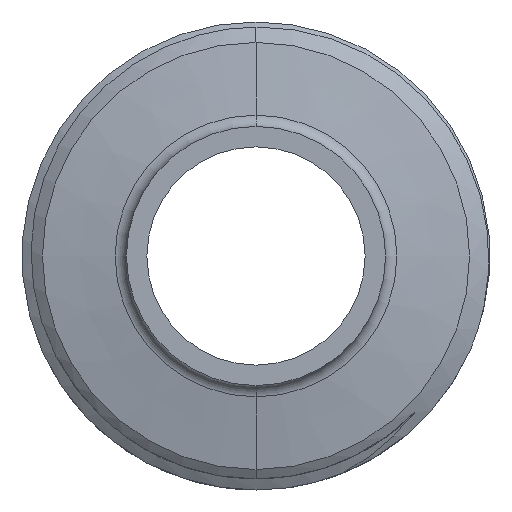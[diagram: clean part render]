
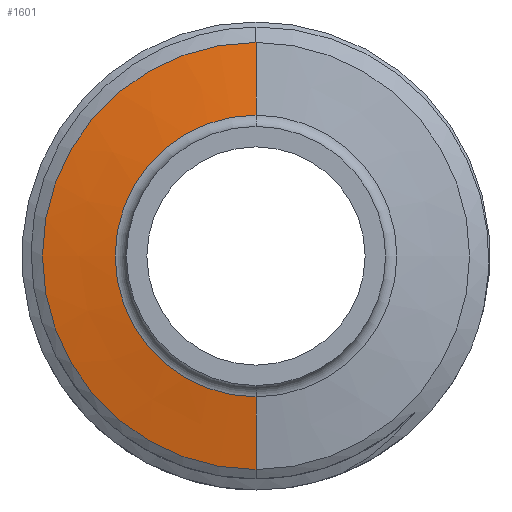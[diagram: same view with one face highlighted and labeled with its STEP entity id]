
A CAD part, left-side view. The second image highlights one B-rep face of the part: STEP entity #1601.
In plain terms, the highlighted conical face has half-angle 80 degrees and reference radius 15.659 mm.
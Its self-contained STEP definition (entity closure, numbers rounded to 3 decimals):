
#12 = VERTEX_POINT ( 'NONE', #1049 ) ;
#24 = CARTESIAN_POINT ( 'NONE',  ( 3.119, -3.406, -10.326 ) ) ;
#328 = VECTOR ( 'NONE', #1138, 1000. ) ;
#486 = EDGE_CURVE ( 'NONE', #1335, #929, #503, .T. ) ;
#488 = CIRCLE ( 'NONE', #2304, 10.326 ) ;
#503 = LINE ( 'NONE', #1289, #1058 ) ;
#563 = EDGE_LOOP ( 'NONE', ( #1330, #1082, #732, #2102 ) ) ;
#589 = LINE ( 'NONE', #2096, #328 ) ;
#732 = ORIENTED_EDGE ( 'NONE', *, *, #1638, .T. ) ;
#766 = CARTESIAN_POINT ( 'NONE',  ( 4.06, -3.406, 0. ) ) ;
#811 = CARTESIAN_POINT ( 'NONE',  ( 4.06, -3.406, -15.659 ) ) ;
#929 = VERTEX_POINT ( 'NONE', #811 ) ;
#932 = DIRECTION ( 'NONE',  ( -1., 0., 0. ) ) ;
#950 = EDGE_CURVE ( 'NONE', #12, #1335, #488, .T. ) ;
#1004 = CARTESIAN_POINT ( 'NONE',  ( 4.06, -3.406, 15.659 ) ) ;
#1049 = CARTESIAN_POINT ( 'NONE',  ( 3.119, -3.406, 10.326 ) ) ;
#1058 = VECTOR ( 'NONE', #2062, 1000. ) ;
#1082 = ORIENTED_EDGE ( 'NONE', *, *, #1682, .T. ) ;
#1138 = DIRECTION ( 'NONE',  ( 0.174, 0., 0.985 ) ) ;
#1153 = FACE_OUTER_BOUND ( 'NONE', #563, .T. ) ;
#1289 = CARTESIAN_POINT ( 'NONE',  ( 4.06, -3.406, -15.659 ) ) ;
#1297 = AXIS2_PLACEMENT_3D ( 'NONE', #2148, #932, #1326 ) ;
#1326 = DIRECTION ( 'NONE',  ( 0., 0., 1. ) ) ;
#1330 = ORIENTED_EDGE ( 'NONE', *, *, #950, .F. ) ;
#1335 = VERTEX_POINT ( 'NONE', #24 ) ;
#1337 = DIRECTION ( 'NONE',  ( 1., 0., 0. ) ) ;
#1578 = CONICAL_SURFACE ( 'NONE', #1944, 15.659, 1.396 ) ;
#1601 = ADVANCED_FACE ( 'NONE', ( #1153 ), #1578, .T. ) ;
#1638 = EDGE_CURVE ( 'NONE', #2119, #929, #2220, .T. ) ;
#1682 = EDGE_CURVE ( 'NONE', #12, #2119, #589, .T. ) ;
#1944 = AXIS2_PLACEMENT_3D ( 'NONE', #766, #1337, #1949 ) ;
#1949 = DIRECTION ( 'NONE',  ( 0., 0., -1. ) ) ;
#2062 = DIRECTION ( 'NONE',  ( 0.174, 0., -0.985 ) ) ;
#2096 = CARTESIAN_POINT ( 'NONE',  ( 4.06, -3.406, 15.659 ) ) ;
#2102 = ORIENTED_EDGE ( 'NONE', *, *, #486, .F. ) ;
#2119 = VERTEX_POINT ( 'NONE', #1004 ) ;
#2148 = CARTESIAN_POINT ( 'NONE',  ( 4.06, -3.406, 0. ) ) ;
#2155 = CARTESIAN_POINT ( 'NONE',  ( 3.119, -3.406, 0. ) ) ;
#2220 = CIRCLE ( 'NONE', #1297, 15.659 ) ;
#2304 = AXIS2_PLACEMENT_3D ( 'NONE', #2155, #2349, #2361 ) ;
#2349 = DIRECTION ( 'NONE',  ( -1., 0., 0. ) ) ;
#2361 = DIRECTION ( 'NONE',  ( 0., 0., 1. ) ) ;
